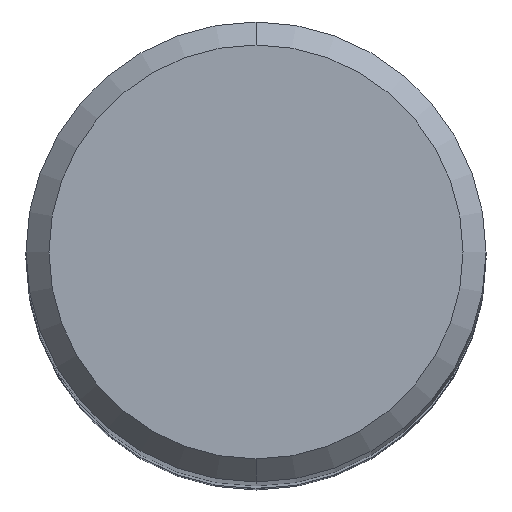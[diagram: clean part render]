
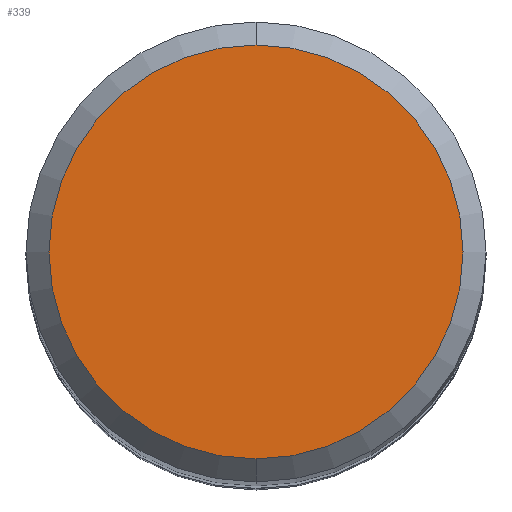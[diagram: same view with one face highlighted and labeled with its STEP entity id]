
A CAD part, top view. The second image highlights one B-rep face of the part: STEP entity #339.
In plain terms, the highlighted planar face has unit normal (0, 0, 1).
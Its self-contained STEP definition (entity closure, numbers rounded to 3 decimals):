
#197=VERTEX_POINT('',#514);
#259=EDGE_CURVE('',#197,#445,#585,.T.);
#339=ADVANCED_FACE('',(#670),#671,.T.);
#419=EDGE_CURVE('',#445,#197,#763,.T.);
#445=VERTEX_POINT('',#792);
#514=CARTESIAN_POINT('',(0.,-4.5,0.0));
#585=CIRCLE('',#1027,4.5);
#670=FACE_OUTER_BOUND('',#1269,.T.);
#671=PLANE('',#1270);
#763=CIRCLE('',#1426,4.5);
#792=CARTESIAN_POINT('',(0.0,4.5,0.0));
#1027=AXIS2_PLACEMENT_3D('',#1631,#1632,#1633);
#1269=EDGE_LOOP('',(#1712,#1713));
#1270=AXIS2_PLACEMENT_3D('',#1714,#1715,#1716);
#1426=AXIS2_PLACEMENT_3D('',#1829,#1830,#1831);
#1631=CARTESIAN_POINT('',(0.0,0.0,0.0));
#1632=DIRECTION('',(0.0,0.0,-1.0));
#1633=DIRECTION('',(0.0,1.0,0.0));
#1712=ORIENTED_EDGE('',*,*,#419,.F.);
#1713=ORIENTED_EDGE('',*,*,#259,.F.);
#1714=CARTESIAN_POINT('',(0.0,2.25,0.0));
#1715=DIRECTION('',(-0.0,0.0,1.0));
#1716=DIRECTION('',(0.0,-1.0,0.0));
#1829=CARTESIAN_POINT('',(0.0,0.0,0.0));
#1830=DIRECTION('',(0.0,0.0,-1.0));
#1831=DIRECTION('',(0.0,1.0,0.0));
